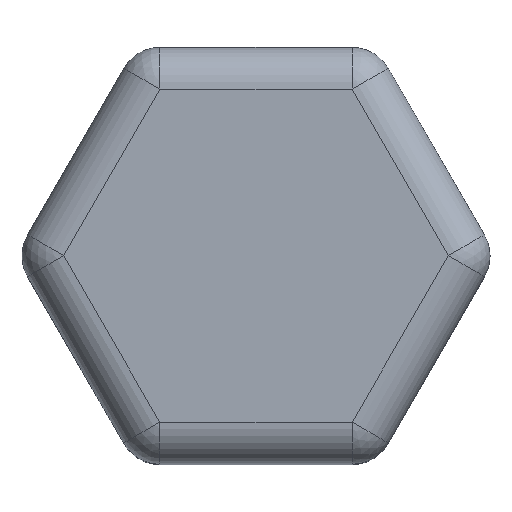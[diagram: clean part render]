
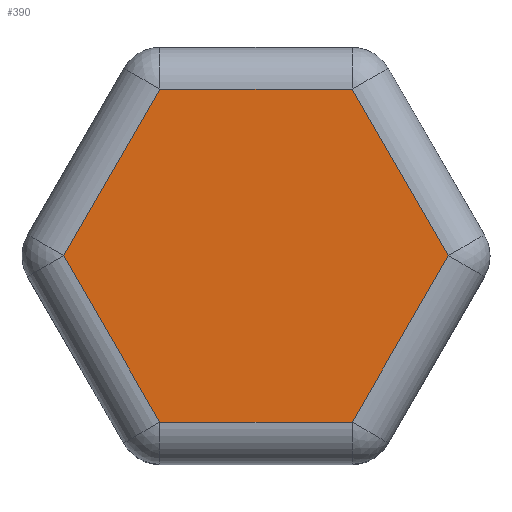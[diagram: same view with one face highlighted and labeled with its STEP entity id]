
A CAD part, top view. The second image highlights one B-rep face of the part: STEP entity #390.
In plain terms, the highlighted planar face has unit normal (0, 0, 1).
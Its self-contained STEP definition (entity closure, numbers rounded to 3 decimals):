
#18=PLANE('',#442);
#29=LINE('',#620,#59);
#35=LINE('',#649,#65);
#39=LINE('',#665,#69);
#41=LINE('',#668,#71);
#43=LINE('',#671,#73);
#45=LINE('',#674,#75);
#59=VECTOR('',#493,10.);
#65=VECTOR('',#525,10.);
#69=VECTOR('',#543,10.);
#71=VECTOR('',#547,10.);
#73=VECTOR('',#551,10.);
#75=VECTOR('',#555,10.);
#116=FACE_OUTER_BOUND('',#142,.T.);
#142=EDGE_LOOP('',(#333,#334,#335,#336,#337,#338));
#172=VERTEX_POINT('',#582);
#177=VERTEX_POINT('',#595);
#182=VERTEX_POINT('',#608);
#187=VERTEX_POINT('',#624);
#192=VERTEX_POINT('',#637);
#197=VERTEX_POINT('',#653);
#219=EDGE_CURVE('',#172,#182,#29,.T.);
#233=EDGE_CURVE('',#182,#192,#35,.T.);
#241=EDGE_CURVE('',#192,#197,#39,.T.);
#243=EDGE_CURVE('',#197,#187,#41,.T.);
#245=EDGE_CURVE('',#187,#177,#43,.T.);
#247=EDGE_CURVE('',#177,#172,#45,.T.);
#333=ORIENTED_EDGE('',*,*,#219,.F.);
#334=ORIENTED_EDGE('',*,*,#247,.F.);
#335=ORIENTED_EDGE('',*,*,#245,.F.);
#336=ORIENTED_EDGE('',*,*,#243,.F.);
#337=ORIENTED_EDGE('',*,*,#241,.F.);
#338=ORIENTED_EDGE('',*,*,#233,.F.);
#390=ADVANCED_FACE('',(#116),#18,.T.);
#442=AXIS2_PLACEMENT_3D('',#682,#566,#567);
#493=DIRECTION('',(0.5,0.866,0.));
#525=DIRECTION('',(1.,0.,0.));
#543=DIRECTION('',(0.5,-0.866,0.));
#547=DIRECTION('',(-0.5,-0.866,0.));
#551=DIRECTION('',(-1.,0.,0.));
#555=DIRECTION('',(-0.5,0.866,0.));
#566=DIRECTION('center_axis',(0.,0.,1.));
#567=DIRECTION('ref_axis',(1.,0.,0.));
#582=CARTESIAN_POINT('',(-4.619,0.,13.));
#595=CARTESIAN_POINT('',(-2.309,-4.,13.));
#608=CARTESIAN_POINT('',(-2.309,4.,13.));
#620=CARTESIAN_POINT('',(-2.742,3.25,13.));
#624=CARTESIAN_POINT('',(2.309,-4.,13.));
#637=CARTESIAN_POINT('',(2.309,4.,13.));
#649=CARTESIAN_POINT('',(1.443,4.,13.));
#653=CARTESIAN_POINT('',(4.619,0.,13.));
#665=CARTESIAN_POINT('',(4.186,0.75,13.));
#668=CARTESIAN_POINT('',(2.742,-3.25,13.));
#671=CARTESIAN_POINT('',(-1.443,-4.,13.));
#674=CARTESIAN_POINT('',(-4.186,-0.75,13.));
#682=CARTESIAN_POINT('Origin',(0.,0.,13.));
